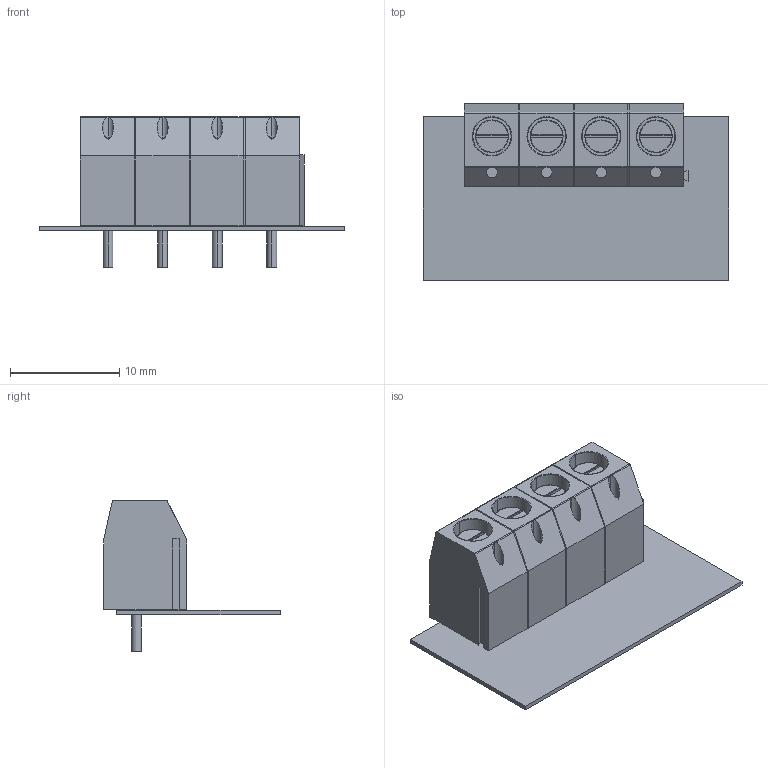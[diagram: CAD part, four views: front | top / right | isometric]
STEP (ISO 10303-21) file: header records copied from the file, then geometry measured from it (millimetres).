
FILE_DESCRIPTION(('Open CASCADE Model'),'2;1');
FILE_NAME('Open CASCADE Shape Model','2020-09-03T22:48:44',('Author'),( 'Open CASCADE'),'Open CASCADE STEP processor 6.8','Open CASCADE 6.8' ,'Unknown');
FILE_SCHEMA(('AUTOMOTIVE_DESIGN { 1 0 10303 214 1 1 1 1 }'));
Length unit declared in the file: millimetre
Products named in the file (8): PCB; Board; Open CASCADE STEP translator 6.8 2.1.1; J1; KF301-5.0; Free-Models; KF301
Assembly tree (10 placements, depth 6):
  PCB
    Board
      Open CASCADE STEP translator 6.8 2.1.1
    J1
      KF301-5.0  x4
        Free-Models
          KF301
            KF301
Bounding box: 27.99 x 16.17 x 13.8 mm (x, y, z)
Volume: 1394.9 mm3; surface area: 3203.7 mm2
Topology: 5 solids, 5 shells, 894 faces, 2244 edges, 1420 vertices
Faces by surface type: plane 406, bspline 284, cylinder 204
Full cylindrical faces by diameter (mm): 1.3 x4
Entity records: 11196 total; most frequent: CARTESIAN_POINT 4386, ORIENTED_EDGE 1158, DIRECTION 897, EDGE_CURVE 579, VERTEX_POINT 367, LINE 341, VECTOR 341, AXIS2_PLACEMENT_3D 278
